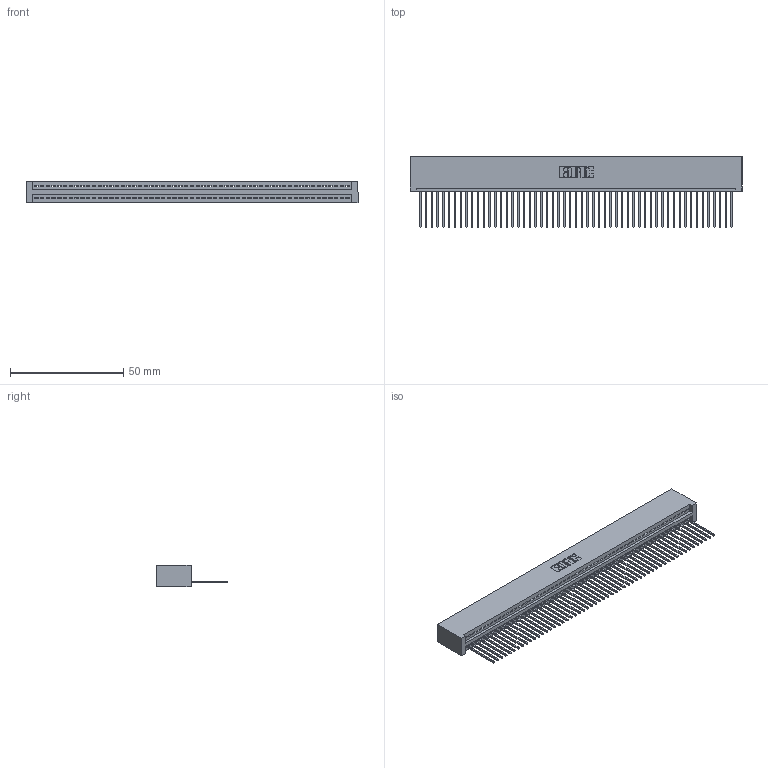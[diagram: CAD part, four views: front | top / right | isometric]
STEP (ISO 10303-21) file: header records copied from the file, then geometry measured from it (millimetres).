
FILE_DESCRIPTION (( 'STEP AP203' ), '1' );
FILE_NAME ('345-055-542-101.STEP', '2019-10-10T03:36:24', ( '' ), ( '' ), 'SwSTEP 2.0', 'SolidWorks 2016', '' );
FILE_SCHEMA (( 'CONFIG_CONTROL_DESIGN' ));
Length unit declared in the file: inch
Products named in the file (3): 345-292-001_345-293-142; 345-055-542-101; 345 Part_No Mounting Lugs
Assembly tree (56 placements, depth 2):
  345-055-542-101
    345 Part_No Mounting Lugs
    345-292-001_345-293-142  x55
Bounding box: 146.3 x 31.29 x 9.4 mm (x, y, z)
Volume: 14709.3 mm3; surface area: 20688.1 mm2
Topology: 56 solids, 56 shells, 3308 faces, 9997 edges, 6590 vertices
Faces by surface type: plane 2276, cylinder 1032
Entity records: 39385 total; most frequent: CARTESIAN_POINT 6829, ORIENTED_EDGE 6818, DIRECTION 5939, EDGE_CURVE 3409, VECTOR 3065, LINE 3065, VERTEX_POINT 2270, AXIS2_PLACEMENT_3D 1437
